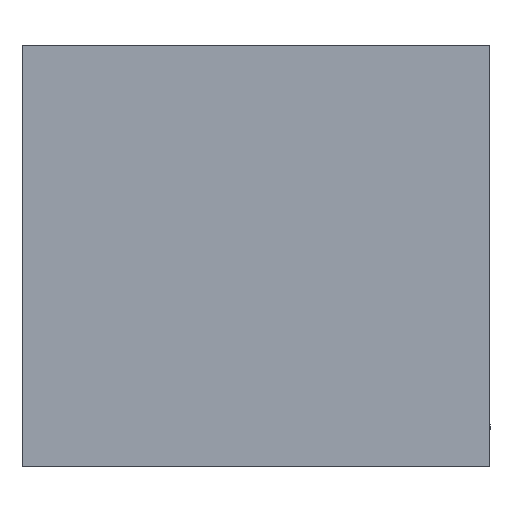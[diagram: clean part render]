
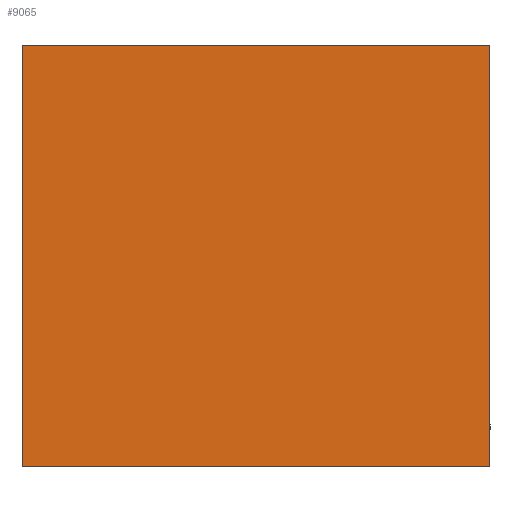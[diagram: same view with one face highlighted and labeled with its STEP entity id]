
A CAD part, front view. The second image highlights one B-rep face of the part: STEP entity #9065.
In plain terms, the highlighted planar face has unit normal (0, -1, 0).
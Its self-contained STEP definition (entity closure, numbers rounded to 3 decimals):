
#1640=ORIENTED_EDGE('',*,*,#3621,.T.);
#1641=ORIENTED_EDGE('',*,*,#3631,.T.);
#1642=ORIENTED_EDGE('',*,*,#3634,.T.);
#1643=ORIENTED_EDGE('',*,*,#3641,.T.);
#3621=EDGE_CURVE('',#4750,#4751,#5763,.T.);
#3631=EDGE_CURVE('',#4751,#4755,#5773,.T.);
#3634=EDGE_CURVE('',#4755,#4756,#5776,.T.);
#3641=EDGE_CURVE('',#4756,#4750,#5783,.T.);
#4750=VERTEX_POINT('',#15427);
#4751=VERTEX_POINT('',#15428);
#4755=VERTEX_POINT('',#15442);
#4756=VERTEX_POINT('',#15448);
#5763=LINE('',#15426,#6925);
#5773=LINE('',#15443,#6935);
#5776=LINE('',#15447,#6938);
#5783=LINE('',#15457,#6945);
#6925=VECTOR('',#12847,1000.);
#6935=VECTOR('',#12859,1000.);
#6938=VECTOR('',#12864,1000.);
#6945=VECTOR('',#12873,1000.);
#7754=EDGE_LOOP('',(#1640,#1641,#1642,#1643));
#8234=FACE_BOUND('',#7754,.T.);
#8652=PLANE('',#11355);
#9065=ADVANCED_FACE('',(#8234),#8652,.T.);
#11355=AXIS2_PLACEMENT_3D('',#15462,#12879,#12880);
#12847=DIRECTION('',(0.,0.,1.));
#12859=DIRECTION('',(-1.,0.,0.));
#12864=DIRECTION('',(0.,0.,-1.));
#12873=DIRECTION('',(1.,0.,0.));
#12879=DIRECTION('',(0.,-1.,0.));
#12880=DIRECTION('',(0.,0.,-1.));
#15426=CARTESIAN_POINT('',(2.5,0.,-2.25));
#15427=CARTESIAN_POINT('',(2.5,0.,-2.25));
#15428=CARTESIAN_POINT('',(2.5,0.,2.25));
#15442=CARTESIAN_POINT('',(-2.5,0.,2.25));
#15443=CARTESIAN_POINT('',(2.5,0.,2.25));
#15447=CARTESIAN_POINT('',(-2.5,0.,2.25));
#15448=CARTESIAN_POINT('',(-2.5,0.,-2.25));
#15457=CARTESIAN_POINT('',(-2.5,0.,-2.25));
#15462=CARTESIAN_POINT('',(0.,0.,0.));
